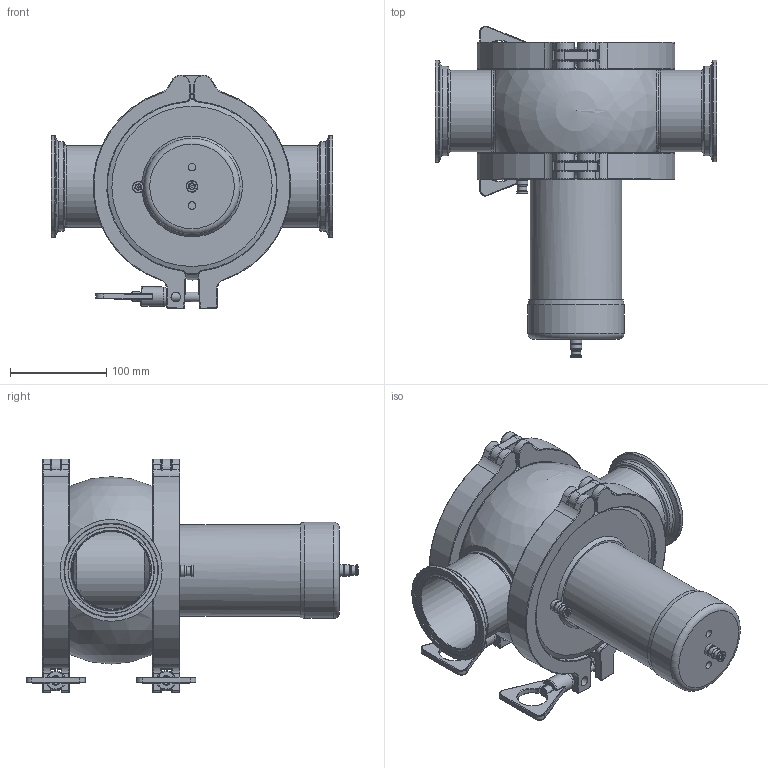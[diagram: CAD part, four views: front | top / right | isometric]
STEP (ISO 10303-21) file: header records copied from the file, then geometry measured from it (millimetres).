
FILE_DESCRIPTION(/* description */ (''),/* implementation_level */ '2;1');
FILE_NAME(/* name */ 'E0021040 A.stp',/* time_stamp */ '2019-05-22T14:01:17+02:00',/* author */ ('cr'),/* organization */ (''),/* preprocessor_version */ 'ST-DEVELOPER v17.2',/* originating_system */ 'Autodesk Inventor 2019',/* authorisation */ '');
FILE_SCHEMA (('AUTOMOTIVE_DESIGN { 1 0 10303 214 3 1 1 }'));
Length unit declared in the file: millimetre
Products named in the file (1): Part2
Bounding box: 293 x 345.48 x 243.3 mm (x, y, z)
Volume: 2502290.2 mm3; surface area: 660161.2 mm2
Topology: 3 solids, 6 shells, 1027 faces, 2696 edges, 1687 vertices
Faces by surface type: cylinder 361, torus 256, plane 204, bspline 122, cone 70, sphere 14
Full cylindrical faces by diameter (mm): 2 x1, 4.134 x2, 4.2 x2, 6 x2, 8 x2, 9.8 x2, 10 x16, 11.5 x2, 12 x4, 12.1 x2, 20 x2, 33 x1, 80 x1, 81 x2, 82.5 x1, 85 x5, 89.4 x2, 90 x2, 93 x4, 95 x2, 95.5 x1, 97.7 x2, 100 x1, 106 x2, 109.5 x1, 156.07 x2, 156.8 x2, 161.2 x2, 167 x2, 168 x2
Entity records: 37948 total; most frequent: CARTESIAN_POINT 11340, DIRECTION 5611, ORIENTED_EDGE 5362, EDGE_CURVE 2681, AXIS2_PLACEMENT_3D 2414, VERTEX_POINT 1687, CIRCLE 1468, EDGE_LOOP 1116
